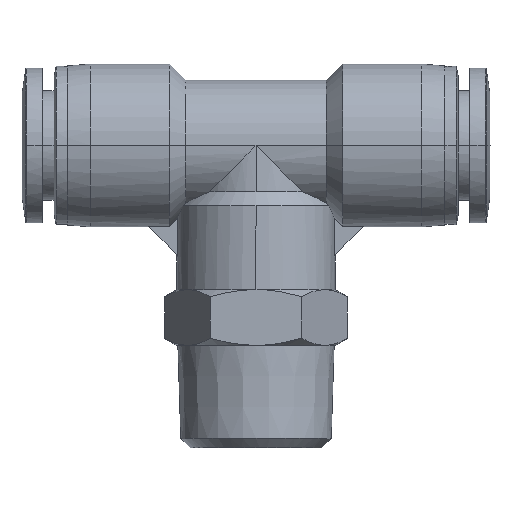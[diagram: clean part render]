
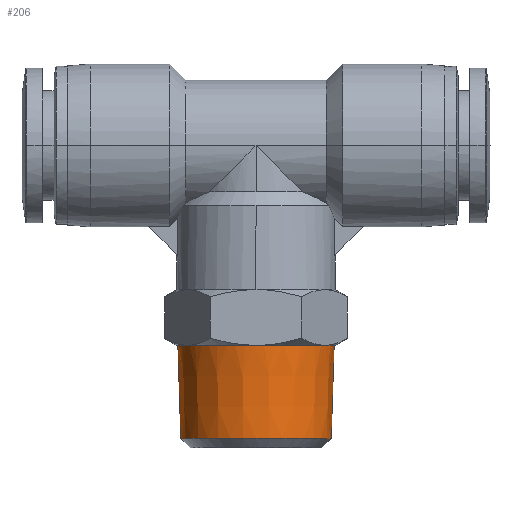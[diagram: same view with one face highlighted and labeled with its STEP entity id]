
A CAD part, top view. The second image highlights one B-rep face of the part: STEP entity #206.
In plain terms, the highlighted conical face has half-angle 1.79 degrees and reference radius 8.4 mm.
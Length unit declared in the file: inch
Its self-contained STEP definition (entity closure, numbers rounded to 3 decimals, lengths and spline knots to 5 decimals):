
#69 = CIRCLE ( 'NONE', #1314, 0.3184 ) ;
#206 = ADVANCED_FACE ( 'NONE', ( #4773 ), #4469, .T. ) ;
#601 = CARTESIAN_POINT ( 'NONE',  ( 0.33071, -0.23622, 0.04329 ) ) ;
#622 = CARTESIAN_POINT ( 'NONE',  ( -0.26446, -0.23622, 0.20324 ) ) ;
#724 = B_SPLINE_CURVE_WITH_KNOTS ( 'NONE', 3,
 ( #5026, #601, #4413, #5615, #1847, #6228, #2482, #6820, #3140, #7395, #3802, #7948, #4439, #622, #5048, #1252, #5642, #1872 ),
 .UNSPECIFIED., .F., .F.,
 ( 4, 2, 2, 2, 2, 2, 2, 2, 4 ),
 ( 0.5, 0.5625, 0.625, 0.6875, 0.75, 0.8125, 0.875, 0.9375, 1. ),
 .UNSPECIFIED. ) ;
#1252 = CARTESIAN_POINT ( 'NONE',  ( -0.3221, -0.23622, 0.08656 ) ) ;
#1314 = AXIS2_PLACEMENT_3D ( 'NONE', #1560, #5962, #2202 ) ;
#1560 = CARTESIAN_POINT ( 'NONE',  ( 0., -0.62994, 0. ) ) ;
#1847 = CARTESIAN_POINT ( 'NONE',  ( 0.26446, -0.23622, 0.20324 ) ) ;
#1872 = CARTESIAN_POINT ( 'NONE',  ( -0.33071, -0.23622, 0. ) ) ;
#2199 = ORIENTED_EDGE ( 'NONE', *, *, #7623, .F. ) ;
#2202 = DIRECTION ( 'NONE',  ( -1., 0., 0. ) ) ;
#2482 = CARTESIAN_POINT ( 'NONE',  ( 0.16655, -0.23622, 0.28897 ) ) ;
#2765 = DIRECTION ( 'NONE',  ( 0., 1., 0. ) ) ;
#2956 = CARTESIAN_POINT ( 'NONE',  ( 0.33071, -0.23622, 0. ) ) ;
#3003 = CARTESIAN_POINT ( 'NONE',  ( -0.3184, -0.62994, 0. ) ) ;
#3140 = CARTESIAN_POINT ( 'NONE',  ( 0.04329, -0.23622, 0.33071 ) ) ;
#3375 = EDGE_CURVE ( 'NONE', #6757, #7947, #724, .T. ) ;
#3388 = CARTESIAN_POINT ( 'NONE',  ( 0., -0.23622, 0. ) ) ;
#3441 = CARTESIAN_POINT ( 'NONE',  ( 0.3184, -0.62994, 0. ) ) ;
#3710 = VECTOR ( 'NONE', #3882, 39.37008 ) ;
#3802 = CARTESIAN_POINT ( 'NONE',  ( -0.08656, -0.23622, 0.3221 ) ) ;
#3846 = ORIENTED_EDGE ( 'NONE', *, *, #3375, .T. ) ;
#3882 = DIRECTION ( 'NONE',  ( 0.031, 1., 0. ) ) ;
#3966 = DIRECTION ( 'NONE',  ( -1., 0., 0. ) ) ;
#4209 = CARTESIAN_POINT ( 'NONE',  ( -0.33071, -0.23622, 0. ) ) ;
#4413 = CARTESIAN_POINT ( 'NONE',  ( 0.3221, -0.23622, 0.08656 ) ) ;
#4439 = CARTESIAN_POINT ( 'NONE',  ( -0.20324, -0.23622, 0.26446 ) ) ;
#4469 = CONICAL_SURFACE ( 'NONE', #6319, 0.33071, 0.031 ) ;
#4773 = FACE_OUTER_BOUND ( 'NONE', #6338, .T. ) ;
#4898 = LINE ( 'NONE', #4955, #6311 ) ;
#4955 = CARTESIAN_POINT ( 'NONE',  ( -0.33071, -0.23622, 0. ) ) ;
#5026 = CARTESIAN_POINT ( 'NONE',  ( 0.33071, -0.23622, 0. ) ) ;
#5048 = CARTESIAN_POINT ( 'NONE',  ( -0.28897, -0.23622, 0.16655 ) ) ;
#5350 = LINE ( 'NONE', #5875, #3710 ) ;
#5615 = CARTESIAN_POINT ( 'NONE',  ( 0.28897, -0.23622, 0.16655 ) ) ;
#5642 = CARTESIAN_POINT ( 'NONE',  ( -0.33071, -0.23622, 0.04329 ) ) ;
#5790 = EDGE_CURVE ( 'NONE', #6443, #6740, #69, .T. ) ;
#5875 = CARTESIAN_POINT ( 'NONE',  ( 0.33071, -0.23622, 0. ) ) ;
#5962 = DIRECTION ( 'NONE',  ( 0., -1., 0. ) ) ;
#6228 = CARTESIAN_POINT ( 'NONE',  ( 0.20324, -0.23622, 0.26446 ) ) ;
#6311 = VECTOR ( 'NONE', #7864, 39.37008 ) ;
#6319 = AXIS2_PLACEMENT_3D ( 'NONE', #3388, #2765, #3966 ) ;
#6338 = EDGE_LOOP ( 'NONE', ( #7294, #6384, #3846, #2199 ) ) ;
#6384 = ORIENTED_EDGE ( 'NONE', *, *, #7247, .T. ) ;
#6443 = VERTEX_POINT ( 'NONE', #3441 ) ;
#6740 = VERTEX_POINT ( 'NONE', #3003 ) ;
#6757 = VERTEX_POINT ( 'NONE', #2956 ) ;
#6820 = CARTESIAN_POINT ( 'NONE',  ( 0.08656, -0.23622, 0.3221 ) ) ;
#7247 = EDGE_CURVE ( 'NONE', #6443, #6757, #5350, .T. ) ;
#7294 = ORIENTED_EDGE ( 'NONE', *, *, #5790, .F. ) ;
#7395 = CARTESIAN_POINT ( 'NONE',  ( -0.04329, -0.23622, 0.33071 ) ) ;
#7623 = EDGE_CURVE ( 'NONE', #6740, #7947, #4898, .T. ) ;
#7864 = DIRECTION ( 'NONE',  ( -0.031, 1., 0. ) ) ;
#7947 = VERTEX_POINT ( 'NONE', #4209 ) ;
#7948 = CARTESIAN_POINT ( 'NONE',  ( -0.16655, -0.23622, 0.28897 ) ) ;
